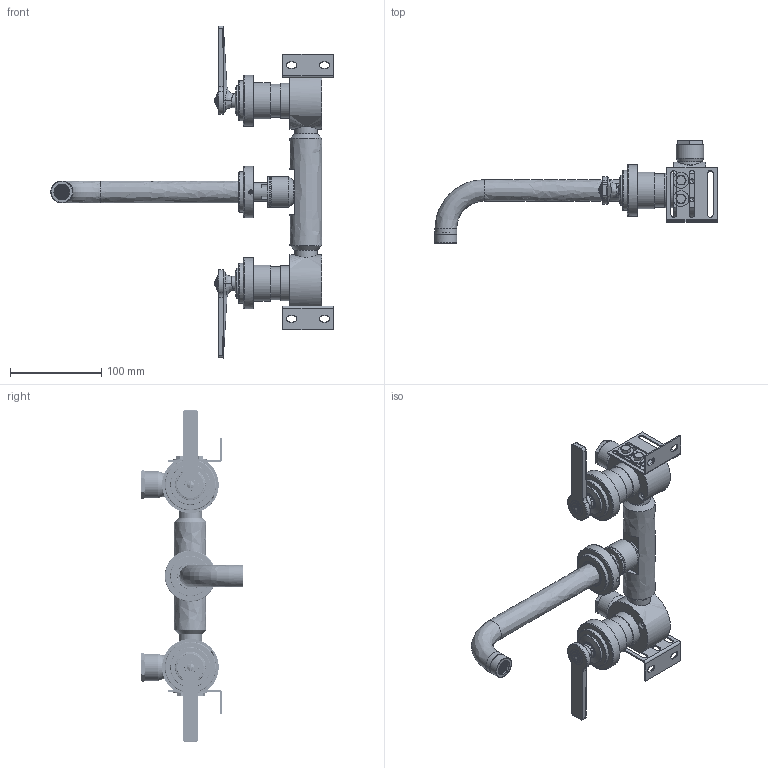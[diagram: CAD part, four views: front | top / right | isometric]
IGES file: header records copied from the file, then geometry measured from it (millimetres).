
Global section: file name: LANDMARK THINNER SPOUTS EXPORTV7K17S-3LF; native system: Autodesk Inventor 2020; preprocessor: unknown; author: clarkin; date: 20221127.042144; units: millimetre
Bounding box: 309.3 x 112.5 x 363.83 mm (x, y, z)
Volume: 584266.2 mm3; surface area: 289431.7 mm2
Topology: 73 solids, 73 shells, 3504 faces, 9084 edges, 5880 vertices
Faces by surface type: bspline 3504
